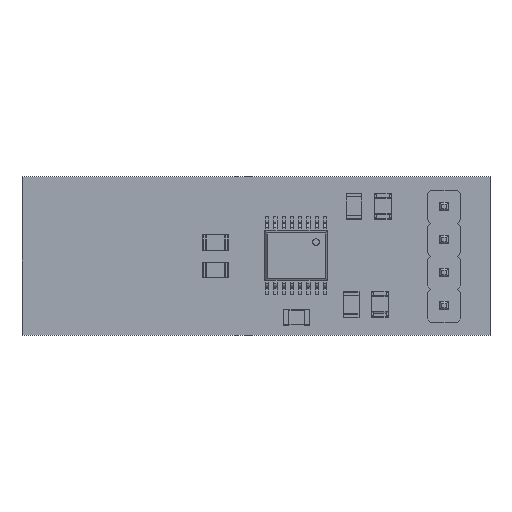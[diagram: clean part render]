
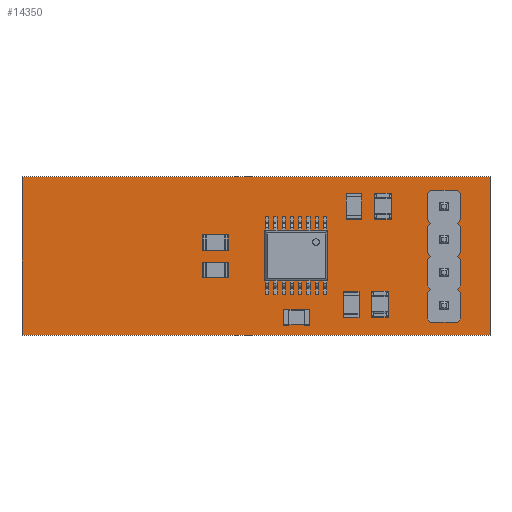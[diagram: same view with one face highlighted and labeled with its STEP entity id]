
A CAD part, top view. The second image highlights one B-rep face of the part: STEP entity #14350.
In plain terms, the highlighted planar face has unit normal (0, 0, 1).
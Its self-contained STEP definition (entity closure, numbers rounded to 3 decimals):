
#14194 = VERTEX_POINT('',#14195);
#14195 = CARTESIAN_POINT('',(147.76,-58.784,1.6));
#14201 = EDGE_CURVE('',#14194,#14202,#14204,.T.);
#14202 = VERTEX_POINT('',#14203);
#14203 = CARTESIAN_POINT('',(111.76,-58.784,1.6));
#14204 = LINE('',#14205,#14206);
#14205 = CARTESIAN_POINT('',(147.76,-58.784,1.6));
#14206 = VECTOR('',#14207,1.);
#14207 = DIRECTION('',(-1.,0.,0.));
#14234 = VERTEX_POINT('',#14235);
#14235 = CARTESIAN_POINT('',(147.76,-46.584,1.6));
#14241 = EDGE_CURVE('',#14234,#14194,#14242,.T.);
#14242 = LINE('',#14243,#14244);
#14243 = CARTESIAN_POINT('',(147.76,-46.584,1.6));
#14244 = VECTOR('',#14245,1.);
#14245 = DIRECTION('',(0.,-1.,0.));
#14263 = EDGE_CURVE('',#14202,#14264,#14266,.T.);
#14264 = VERTEX_POINT('',#14265);
#14265 = CARTESIAN_POINT('',(111.76,-46.584,1.6));
#14266 = LINE('',#14267,#14268);
#14267 = CARTESIAN_POINT('',(111.76,-58.784,1.6));
#14268 = VECTOR('',#14269,1.);
#14269 = DIRECTION('',(0.,1.,0.));
#14350 = ADVANCED_FACE('',(#14351,#14362,#14373,#14384,#14395),#14406,
  .F.);
#14351 = FACE_BOUND('',#14352,.F.);
#14352 = EDGE_LOOP('',(#14353,#14354,#14355,#14361));
#14353 = ORIENTED_EDGE('',*,*,#14201,.T.);
#14354 = ORIENTED_EDGE('',*,*,#14263,.T.);
#14355 = ORIENTED_EDGE('',*,*,#14356,.T.);
#14356 = EDGE_CURVE('',#14264,#14234,#14357,.T.);
#14357 = LINE('',#14358,#14359);
#14358 = CARTESIAN_POINT('',(111.76,-46.584,1.6));
#14359 = VECTOR('',#14360,1.);
#14360 = DIRECTION('',(1.,0.,0.));
#14361 = ORIENTED_EDGE('',*,*,#14241,.T.);
#14362 = FACE_BOUND('',#14363,.F.);
#14363 = EDGE_LOOP('',(#14364));
#14364 = ORIENTED_EDGE('',*,*,#14365,.F.);
#14365 = EDGE_CURVE('',#14366,#14366,#14368,.T.);
#14366 = VERTEX_POINT('',#14367);
#14367 = CARTESIAN_POINT('',(144.221,-57.015,1.6));
#14368 = CIRCLE('',#14369,0.5);
#14369 = AXIS2_PLACEMENT_3D('',#14370,#14371,#14372);
#14370 = CARTESIAN_POINT('',(144.221,-56.515,1.6));
#14371 = DIRECTION('',(-0.,0.,-1.));
#14372 = DIRECTION('',(-0.,-1.,0.));
#14373 = FACE_BOUND('',#14374,.F.);
#14374 = EDGE_LOOP('',(#14375));
#14375 = ORIENTED_EDGE('',*,*,#14376,.F.);
#14376 = EDGE_CURVE('',#14377,#14377,#14379,.T.);
#14377 = VERTEX_POINT('',#14378);
#14378 = CARTESIAN_POINT('',(144.221,-54.475,1.6));
#14379 = CIRCLE('',#14380,0.5);
#14380 = AXIS2_PLACEMENT_3D('',#14381,#14382,#14383);
#14381 = CARTESIAN_POINT('',(144.221,-53.975,1.6));
#14382 = DIRECTION('',(-0.,0.,-1.));
#14383 = DIRECTION('',(-0.,-1.,0.));
#14384 = FACE_BOUND('',#14385,.F.);
#14385 = EDGE_LOOP('',(#14386));
#14386 = ORIENTED_EDGE('',*,*,#14387,.F.);
#14387 = EDGE_CURVE('',#14388,#14388,#14390,.T.);
#14388 = VERTEX_POINT('',#14389);
#14389 = CARTESIAN_POINT('',(144.221,-51.935,1.6));
#14390 = CIRCLE('',#14391,0.5);
#14391 = AXIS2_PLACEMENT_3D('',#14392,#14393,#14394);
#14392 = CARTESIAN_POINT('',(144.221,-51.435,1.6));
#14393 = DIRECTION('',(-0.,0.,-1.));
#14394 = DIRECTION('',(-0.,-1.,0.));
#14395 = FACE_BOUND('',#14396,.F.);
#14396 = EDGE_LOOP('',(#14397));
#14397 = ORIENTED_EDGE('',*,*,#14398,.F.);
#14398 = EDGE_CURVE('',#14399,#14399,#14401,.T.);
#14399 = VERTEX_POINT('',#14400);
#14400 = CARTESIAN_POINT('',(144.221,-49.395,1.6));
#14401 = CIRCLE('',#14402,0.5);
#14402 = AXIS2_PLACEMENT_3D('',#14403,#14404,#14405);
#14403 = CARTESIAN_POINT('',(144.221,-48.895,1.6));
#14404 = DIRECTION('',(-0.,0.,-1.));
#14405 = DIRECTION('',(-0.,-1.,0.));
#14406 = PLANE('',#14407);
#14407 = AXIS2_PLACEMENT_3D('',#14408,#14409,#14410);
#14408 = CARTESIAN_POINT('',(129.76,-52.684,1.6));
#14409 = DIRECTION('',(-0.,-0.,-1.));
#14410 = DIRECTION('',(-1.,0.,0.));
